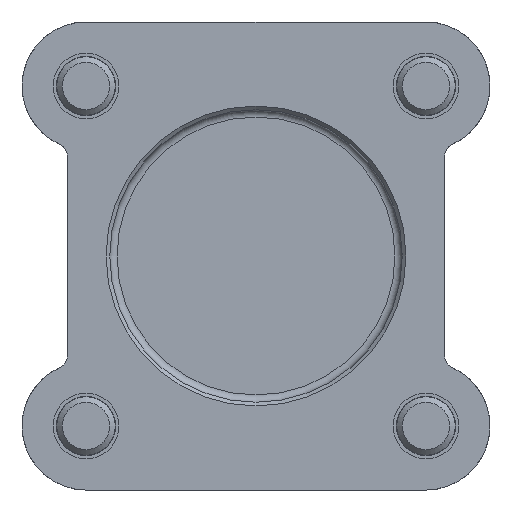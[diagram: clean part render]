
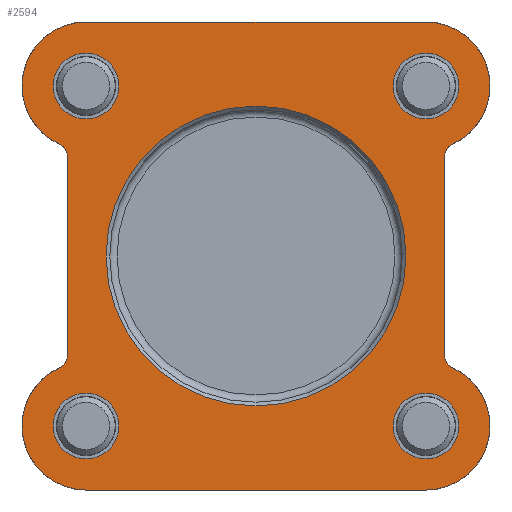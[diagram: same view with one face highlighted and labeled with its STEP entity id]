
A CAD part, front view. The second image highlights one B-rep face of the part: STEP entity #2594.
In plain terms, the highlighted planar face has unit normal (0, -1, 0).
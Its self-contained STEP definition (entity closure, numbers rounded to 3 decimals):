
#82=PLANE('',#2799);
#164=CIRCLE('',#2724,2.);
#165=CIRCLE('',#2726,2.);
#166=CIRCLE('',#2728,8.75);
#169=CIRCLE('',#2732,8.75);
#189=CIRCLE('',#2767,4.5);
#191=CIRCLE('',#2770,4.5);
#193=CIRCLE('',#2773,4.5);
#195=CIRCLE('',#2776,4.5);
#198=CIRCLE('',#2780,8.75);
#200=CIRCLE('',#2783,8.75);
#201=CIRCLE('',#2785,2.);
#204=CIRCLE('',#2790,2.);
#210=CIRCLE('',#2800,20.5);
#474=ORIENTED_EDGE('',*,*,#948,.F.);
#475=ORIENTED_EDGE('',*,*,#917,.T.);
#476=ORIENTED_EDGE('',*,*,#913,.T.);
#477=ORIENTED_EDGE('',*,*,#930,.T.);
#478=ORIENTED_EDGE('',*,*,#934,.F.);
#479=ORIENTED_EDGE('',*,*,#936,.T.);
#480=ORIENTED_EDGE('',*,*,#923,.F.);
#481=ORIENTED_EDGE('',*,*,#944,.F.);
#482=ORIENTED_EDGE('',*,*,#857,.F.);
#483=ORIENTED_EDGE('',*,*,#851,.T.);
#484=ORIENTED_EDGE('',*,*,#946,.F.);
#485=ORIENTED_EDGE('',*,*,#855,.T.);
#486=ORIENTED_EDGE('',*,*,#862,.F.);
#487=ORIENTED_EDGE('',*,*,#821,.F.);
#488=ORIENTED_EDGE('',*,*,#927,.F.);
#489=ORIENTED_EDGE('',*,*,#911,.T.);
#490=ORIENTED_EDGE('',*,*,#915,.T.);
#821=EDGE_CURVE('',#1079,#1080,#1251,.T.);
#851=EDGE_CURVE('',#1103,#1105,#164,.T.);
#855=EDGE_CURVE('',#1107,#1109,#165,.T.);
#857=EDGE_CURVE('',#1103,#1111,#166,.T.);
#862=EDGE_CURVE('',#1080,#1109,#169,.T.);
#911=EDGE_CURVE('',#1148,#1148,#189,.T.);
#913=EDGE_CURVE('',#1150,#1150,#191,.T.);
#915=EDGE_CURVE('',#1152,#1152,#193,.T.);
#917=EDGE_CURVE('',#1154,#1154,#195,.T.);
#923=EDGE_CURVE('',#1160,#1157,#198,.T.);
#927=EDGE_CURVE('',#1163,#1079,#200,.T.);
#930=EDGE_CURVE('',#1163,#1165,#201,.T.);
#934=EDGE_CURVE('',#1167,#1165,#1299,.T.);
#936=EDGE_CURVE('',#1167,#1157,#204,.T.);
#944=EDGE_CURVE('',#1111,#1160,#1304,.T.);
#946=EDGE_CURVE('',#1107,#1105,#1305,.T.);
#948=EDGE_CURVE('',#1171,#1171,#210,.T.);
#1079=VERTEX_POINT('',#3638);
#1080=VERTEX_POINT('',#3640);
#1103=VERTEX_POINT('',#3704);
#1105=VERTEX_POINT('',#3712);
#1107=VERTEX_POINT('',#3717);
#1109=VERTEX_POINT('',#3725);
#1111=VERTEX_POINT('',#3734);
#1148=VERTEX_POINT('',#3861);
#1150=VERTEX_POINT('',#3866);
#1152=VERTEX_POINT('',#3871);
#1154=VERTEX_POINT('',#3876);
#1157=VERTEX_POINT('',#3882);
#1160=VERTEX_POINT('',#3891);
#1163=VERTEX_POINT('',#3902);
#1165=VERTEX_POINT('',#3912);
#1167=VERTEX_POINT('',#3919);
#1171=VERTEX_POINT('',#3947);
#1251=LINE('',#3639,#1371);
#1299=LINE('',#3920,#1419);
#1304=LINE('',#3940,#1424);
#1305=LINE('',#3943,#1425);
#1371=VECTOR('',#2998,1000.);
#1419=VECTOR('',#3208,1000.);
#1424=VECTOR('',#3227,1000.);
#1425=VECTOR('',#3232,1000.);
#1521=EDGE_LOOP('',(#474));
#1522=EDGE_LOOP('',(#475));
#1523=EDGE_LOOP('',(#476));
#1524=EDGE_LOOP('',(#477,#478,#479,#480,#481,#482,#483,#484,#485,#486,#487,
#488));
#1525=EDGE_LOOP('',(#489));
#1526=EDGE_LOOP('',(#490));
#1691=FACE_BOUND('',#1521,.T.);
#1692=FACE_BOUND('',#1522,.T.);
#1693=FACE_BOUND('',#1523,.T.);
#1694=FACE_BOUND('',#1524,.T.);
#1695=FACE_BOUND('',#1525,.T.);
#1696=FACE_BOUND('',#1526,.T.);
#2594=ADVANCED_FACE('',(#1691,#1692,#1693,#1694,#1695,#1696),#82,.F.);
#2724=AXIS2_PLACEMENT_3D('',#3713,#3046,#3047);
#2726=AXIS2_PLACEMENT_3D('',#3726,#3052,#3053);
#2728=AXIS2_PLACEMENT_3D('',#3733,#3056,#3057);
#2732=AXIS2_PLACEMENT_3D('',#3745,#3065,#3066);
#2767=AXIS2_PLACEMENT_3D('',#3860,#3159,#3160);
#2770=AXIS2_PLACEMENT_3D('',#3865,#3165,#3166);
#2773=AXIS2_PLACEMENT_3D('',#3870,#3171,#3172);
#2776=AXIS2_PLACEMENT_3D('',#3875,#3177,#3178);
#2780=AXIS2_PLACEMENT_3D('',#3892,#3187,#3188);
#2783=AXIS2_PLACEMENT_3D('',#3903,#3194,#3195);
#2785=AXIS2_PLACEMENT_3D('',#3913,#3199,#3200);
#2790=AXIS2_PLACEMENT_3D('',#3927,#3211,#3212);
#2799=AXIS2_PLACEMENT_3D('',#3945,#3235,#3236);
#2800=AXIS2_PLACEMENT_3D('',#3946,#3237,#3238);
#2998=DIRECTION('',(1.,0.,0.));
#3046=DIRECTION('',(0.,1.,0.));
#3047=DIRECTION('',(1.,0.,0.));
#3052=DIRECTION('',(0.,1.,0.));
#3053=DIRECTION('',(1.,0.,0.));
#3056=DIRECTION('',(0.,1.,0.));
#3057=DIRECTION('',(1.,0.,0.));
#3065=DIRECTION('',(0.,1.,0.));
#3066=DIRECTION('',(1.,0.,0.));
#3159=DIRECTION('',(0.,1.,0.));
#3160=DIRECTION('',(1.,0.,0.));
#3165=DIRECTION('',(0.,1.,0.));
#3166=DIRECTION('',(1.,0.,0.));
#3171=DIRECTION('',(0.,1.,0.));
#3172=DIRECTION('',(1.,0.,0.));
#3177=DIRECTION('',(0.,1.,0.));
#3178=DIRECTION('',(1.,0.,0.));
#3187=DIRECTION('',(0.,1.,0.));
#3188=DIRECTION('',(1.,0.,0.));
#3194=DIRECTION('',(0.,1.,0.));
#3195=DIRECTION('',(1.,0.,0.));
#3199=DIRECTION('',(0.,1.,0.));
#3200=DIRECTION('',(1.,0.,0.));
#3208=DIRECTION('',(0.,0.,1.));
#3211=DIRECTION('',(0.,1.,0.));
#3212=DIRECTION('',(1.,0.,0.));
#3227=DIRECTION('',(-1.,0.,0.));
#3232=DIRECTION('',(0.,0.,-1.));
#3235=DIRECTION('',(0.,1.,0.));
#3236=DIRECTION('',(0.,0.,1.));
#3237=DIRECTION('',(0.,-1.,0.));
#3238=DIRECTION('',(0.,0.,-1.));
#3638=CARTESIAN_POINT('',(-23.25,0.,32.));
#3639=CARTESIAN_POINT('',(-23.25,0.,32.));
#3640=CARTESIAN_POINT('',(23.25,0.,32.));
#3704=CARTESIAN_POINT('',(26.913,0.,-15.304));
#3712=CARTESIAN_POINT('',(25.75,0.,-13.487));
#3713=CARTESIAN_POINT('',(27.75,0.,-13.487));
#3717=CARTESIAN_POINT('',(25.75,0.,13.487));
#3725=CARTESIAN_POINT('',(26.913,0.,15.304));
#3726=CARTESIAN_POINT('',(27.75,0.,13.487));
#3733=CARTESIAN_POINT('',(23.25,0.,-23.25));
#3734=CARTESIAN_POINT('',(23.25,0.,-32.));
#3745=CARTESIAN_POINT('',(23.25,0.,23.25));
#3860=CARTESIAN_POINT('',(23.25,0.,23.25));
#3861=CARTESIAN_POINT('',(27.75,0.,23.25));
#3865=CARTESIAN_POINT('',(23.25,0.,-23.25));
#3866=CARTESIAN_POINT('',(27.75,0.,-23.25));
#3870=CARTESIAN_POINT('',(-23.25,0.,23.25));
#3871=CARTESIAN_POINT('',(-18.75,0.,23.25));
#3875=CARTESIAN_POINT('',(-23.25,0.,-23.25));
#3876=CARTESIAN_POINT('',(-18.75,0.,-23.25));
#3882=CARTESIAN_POINT('',(-26.913,0.,-15.304));
#3891=CARTESIAN_POINT('',(-23.25,0.,-32.));
#3892=CARTESIAN_POINT('',(-23.25,0.,-23.25));
#3902=CARTESIAN_POINT('',(-26.913,0.,15.304));
#3903=CARTESIAN_POINT('',(-23.25,0.,23.25));
#3912=CARTESIAN_POINT('',(-25.75,0.,13.487));
#3913=CARTESIAN_POINT('',(-27.75,0.,13.487));
#3919=CARTESIAN_POINT('',(-25.75,0.,-13.487));
#3920=CARTESIAN_POINT('',(-25.75,0.,-13.487));
#3927=CARTESIAN_POINT('',(-27.75,0.,-13.487));
#3940=CARTESIAN_POINT('',(23.25,0.,-32.));
#3943=CARTESIAN_POINT('',(25.75,0.,13.487));
#3945=CARTESIAN_POINT('',(-27.75,0.,13.487));
#3946=CARTESIAN_POINT('',(0.,0.,0.));
#3947=CARTESIAN_POINT('',(0.,0.,-20.5));
